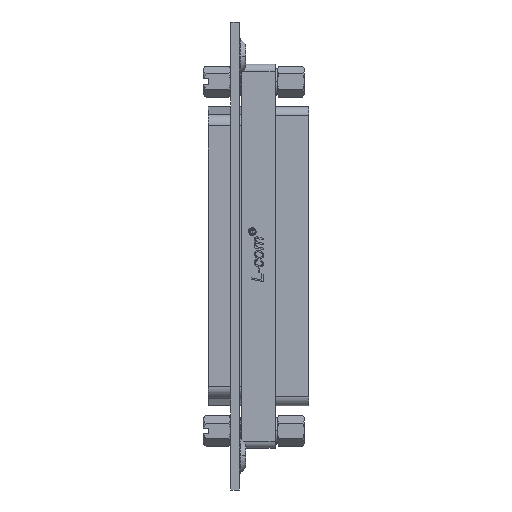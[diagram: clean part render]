
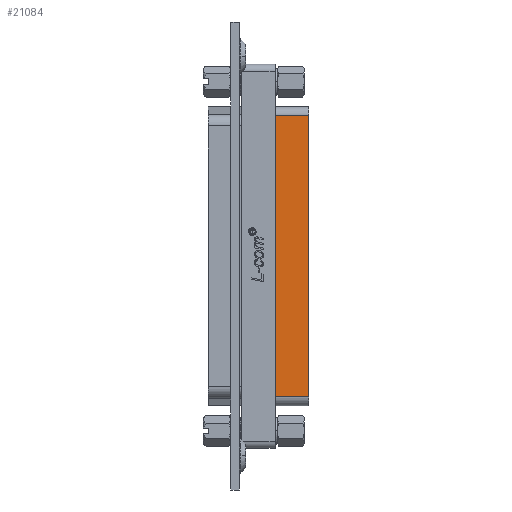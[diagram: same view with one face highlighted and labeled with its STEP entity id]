
A CAD part, left-side view. The second image highlights one B-rep face of the part: STEP entity #21084.
In plain terms, the highlighted face is planar.
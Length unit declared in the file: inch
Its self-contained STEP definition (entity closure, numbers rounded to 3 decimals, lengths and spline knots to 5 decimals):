
#177 = DIRECTION ( 'NONE',  ( 0., -1., 0. ) ) ;
#244 = VECTOR ( 'NONE', #24454, 39.37008 ) ;
#1977 = CARTESIAN_POINT ( 'NONE',  ( -0.97091, 0.2145, 0.019 ) ) ;
#2201 = FACE_OUTER_BOUND ( 'NONE', #22176, .T. ) ;
#4787 = DIRECTION ( 'NONE',  ( -1., 0., 0. ) ) ;
#5659 = CARTESIAN_POINT ( 'NONE',  ( -0.97091, 0.2145, 0.2515 ) ) ;
#6401 = CARTESIAN_POINT ( 'NONE',  ( -0.97091, 0.2145, 0.2515 ) ) ;
#6901 = EDGE_CURVE ( 'NONE', #18396, #27679, #24325, .T. ) ;
#8371 = LINE ( 'NONE', #19670, #26784 ) ;
#11014 = VECTOR ( 'NONE', #34139, 39.37008 ) ;
#11723 = CARTESIAN_POINT ( 'NONE',  ( 0.97091, 0.2145, 0.019 ) ) ;
#13102 = ORIENTED_EDGE ( 'NONE', *, *, #33479, .T. ) ;
#14673 = VERTEX_POINT ( 'NONE', #23864 ) ;
#16932 = DIRECTION ( 'NONE',  ( 1., 0., 0. ) ) ;
#18396 = VERTEX_POINT ( 'NONE', #1977 ) ;
#19134 = ORIENTED_EDGE ( 'NONE', *, *, #23071, .F. ) ;
#19670 = CARTESIAN_POINT ( 'NONE',  ( -0.97091, 0.2145, 0.2515 ) ) ;
#20245 = ORIENTED_EDGE ( 'NONE', *, *, #34787, .F. ) ;
#21084 = ADVANCED_FACE ( 'NONE', ( #2201 ), #22487, .F. ) ;
#21217 = VERTEX_POINT ( 'NONE', #6401 ) ;
#22176 = EDGE_LOOP ( 'NONE', ( #28598, #19134, #20245, #13102 ) ) ;
#22487 = PLANE ( 'NONE',  #27198 ) ;
#23071 = EDGE_CURVE ( 'NONE', #21217, #18396, #33437, .T. ) ;
#23864 = CARTESIAN_POINT ( 'NONE',  ( 0.97091, 0.2145, 0.2515 ) ) ;
#24325 = LINE ( 'NONE', #28245, #36168 ) ;
#24454 = DIRECTION ( 'NONE',  ( 0., 0., -1. ) ) ;
#26784 = VECTOR ( 'NONE', #4787, 39.37008 ) ;
#26968 = LINE ( 'NONE', #29997, #244 ) ;
#27198 = AXIS2_PLACEMENT_3D ( 'NONE', #5659, #177, #34597 ) ;
#27679 = VERTEX_POINT ( 'NONE', #11723 ) ;
#28245 = CARTESIAN_POINT ( 'NONE',  ( -0.97091, 0.2145, 0.019 ) ) ;
#28598 = ORIENTED_EDGE ( 'NONE', *, *, #6901, .F. ) ;
#29997 = CARTESIAN_POINT ( 'NONE',  ( 0.97091, 0.2145, 0.2515 ) ) ;
#31328 = CARTESIAN_POINT ( 'NONE',  ( -0.97091, 0.2145, 0.2515 ) ) ;
#33437 = LINE ( 'NONE', #31328, #11014 ) ;
#33479 = EDGE_CURVE ( 'NONE', #14673, #27679, #26968, .T. ) ;
#34139 = DIRECTION ( 'NONE',  ( 0., 0., -1. ) ) ;
#34597 = DIRECTION ( 'NONE',  ( 0., 0., -1. ) ) ;
#34787 = EDGE_CURVE ( 'NONE', #14673, #21217, #8371, .T. ) ;
#36168 = VECTOR ( 'NONE', #16932, 39.37008 ) ;
